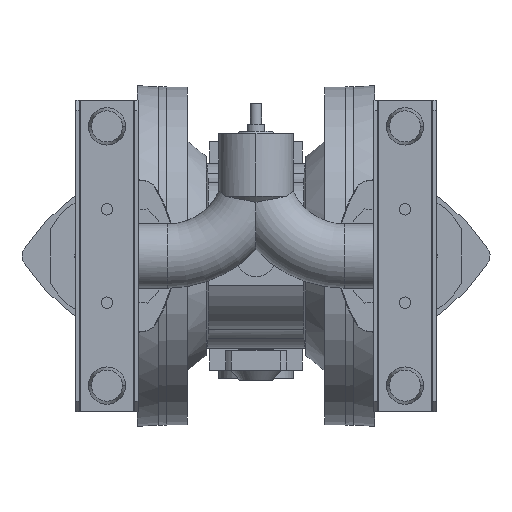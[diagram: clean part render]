
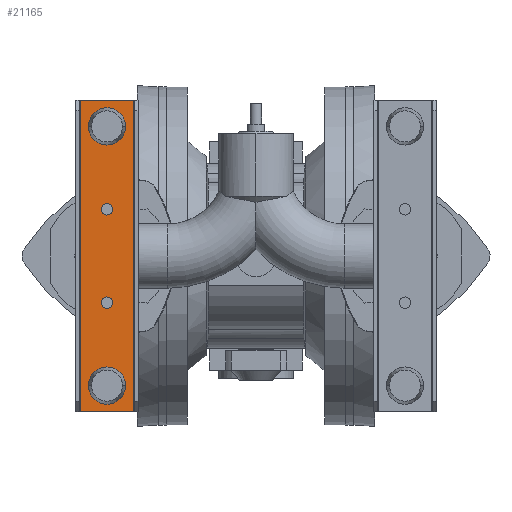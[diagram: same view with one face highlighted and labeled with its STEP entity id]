
A CAD part, front view. The second image highlights one B-rep face of the part: STEP entity #21165.
In plain terms, the highlighted planar face has unit normal (0, -1, 0).
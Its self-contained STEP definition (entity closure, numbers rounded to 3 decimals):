
#9035 = CIRCLE ( 'NONE', #9093, 18. ) ;
#9079 = DIRECTION ( 'NONE',  ( 0., 0., 1. ) ) ;
#9080 = DIRECTION ( 'NONE',  ( 0., -1., 0. ) ) ;
#9081 = CARTESIAN_POINT ( 'NONE',  ( -143.75, -356.2, 45. ) ) ;
#9082 = AXIS2_PLACEMENT_3D ( 'NONE', #9081, #9080, #9079 ) ;
#9087 = CIRCLE ( 'NONE', #9082, 5.5 ) ;
#9090 = DIRECTION ( 'NONE',  ( 0., 0., 1. ) ) ;
#9091 = DIRECTION ( 'NONE',  ( 0., -1., 0. ) ) ;
#9092 = CARTESIAN_POINT ( 'NONE',  ( -143.75, -356.2, -125. ) ) ;
#9093 = AXIS2_PLACEMENT_3D ( 'NONE', #9092, #9091, #9090 ) ;
#9127 = DIRECTION ( 'NONE',  ( 0., 0., 1. ) ) ;
#9128 = DIRECTION ( 'NONE',  ( 0., -1., 0. ) ) ;
#9129 = CARTESIAN_POINT ( 'NONE',  ( -143.75, -356.2, 125. ) ) ;
#9130 = AXIS2_PLACEMENT_3D ( 'NONE', #9129, #9128, #9127 ) ;
#9131 = CIRCLE ( 'NONE', #9130, 18. ) ;
#9162 = CARTESIAN_POINT ( 'NONE',  ( -143.75, -356.2, -45. ) ) ;
#9163 = AXIS2_PLACEMENT_3D ( 'NONE', #9162, #9231, #9230 ) ;
#9168 = CIRCLE ( 'NONE', #9163, 5.5 ) ;
#9230 = DIRECTION ( 'NONE',  ( 0., 0., 1. ) ) ;
#9231 = DIRECTION ( 'NONE',  ( 0., -1., 0. ) ) ;
#12392 = CARTESIAN_POINT ( 'NONE',  ( -161.75, -356.2, 125. ) ) ;
#12393 = DIRECTION ( 'NONE',  ( 0., 0., 1. ) ) ;
#12394 = DIRECTION ( 'NONE',  ( 0., -1., 0. ) ) ;
#12395 = AXIS2_PLACEMENT_3D ( 'NONE', #12401, #12394, #12393 ) ;
#12396 = CIRCLE ( 'NONE', #12395, 18. ) ;
#12401 = CARTESIAN_POINT ( 'NONE',  ( -143.75, -356.2, 125. ) ) ;
#12483 = CARTESIAN_POINT ( 'NONE',  ( -161.75, -356.2, -125. ) ) ;
#12484 = DIRECTION ( 'NONE',  ( 0., 0., 1. ) ) ;
#12485 = DIRECTION ( 'NONE',  ( 0., -1., 0. ) ) ;
#12486 = AXIS2_PLACEMENT_3D ( 'NONE', #12492, #12485, #12484 ) ;
#12487 = CIRCLE ( 'NONE', #12486, 18. ) ;
#12492 = CARTESIAN_POINT ( 'NONE',  ( -143.75, -356.2, -125. ) ) ;
#12511 = CARTESIAN_POINT ( 'NONE',  ( -143.75, -356.2, 39.5 ) ) ;
#12512 = CARTESIAN_POINT ( 'NONE',  ( -143.75, -356.2, 50.5 ) ) ;
#12549 = CARTESIAN_POINT ( 'NONE',  ( -125.75, -356.2, 125. ) ) ;
#12563 = CARTESIAN_POINT ( 'NONE',  ( -143.75, -356.2, -50.5 ) ) ;
#12564 = CARTESIAN_POINT ( 'NONE',  ( -143.75, -356.2, -39.5 ) ) ;
#12565 = DIRECTION ( 'NONE',  ( 0., 0., 1. ) ) ;
#12566 = DIRECTION ( 'NONE',  ( 0., -1., 0. ) ) ;
#12567 = CARTESIAN_POINT ( 'NONE',  ( -143.75, -356.2, -45. ) ) ;
#12568 = AXIS2_PLACEMENT_3D ( 'NONE', #12567, #12566, #12565 ) ;
#12569 = CIRCLE ( 'NONE', #12568, 5.5 ) ;
#12570 = CARTESIAN_POINT ( 'NONE',  ( -125.75, -356.2, -125. ) ) ;
#12659 = CARTESIAN_POINT ( 'NONE',  ( -143.75, -356.2, 45. ) ) ;
#12715 = DIRECTION ( 'NONE',  ( 0., 0., 1. ) ) ;
#12716 = DIRECTION ( 'NONE',  ( 0., -1., 0. ) ) ;
#12717 = AXIS2_PLACEMENT_3D ( 'NONE', #12659, #12716, #12715 ) ;
#12718 = CIRCLE ( 'NONE', #12717, 5.5 ) ;
#13932 = CARTESIAN_POINT ( 'NONE',  ( -169.55, -356.2, 150. ) ) ;
#13933 = CARTESIAN_POINT ( 'NONE',  ( -169.55, -356.2, -150. ) ) ;
#13934 = DIRECTION ( 'NONE',  ( 0., 0., 1. ) ) ;
#13935 = VECTOR ( 'NONE', #13934, 1000. ) ;
#13936 = CARTESIAN_POINT ( 'NONE',  ( -169.55, -356.2, 0. ) ) ;
#13941 = LINE ( 'NONE', #13936, #13935 ) ;
#14014 = CARTESIAN_POINT ( 'NONE',  ( -117.95, -356.2, 0. ) ) ;
#14015 = LINE ( 'NONE', #14014, #14160 ) ;
#14016 = CARTESIAN_POINT ( 'NONE',  ( -117.95, -356.2, 150. ) ) ;
#14031 = DIRECTION ( 'NONE',  ( 1., 0., 0. ) ) ;
#14032 = VECTOR ( 'NONE', #14031, 1000. ) ;
#14034 = CARTESIAN_POINT ( 'NONE',  ( -143.75, -356.2, 150. ) ) ;
#14037 = LINE ( 'NONE', #14034, #14032 ) ;
#14041 = DIRECTION ( 'NONE',  ( -1., 0., 0. ) ) ;
#14042 = VECTOR ( 'NONE', #14041, 1000. ) ;
#14045 = CARTESIAN_POINT ( 'NONE',  ( -143.75, -356.2, -150. ) ) ;
#14046 = LINE ( 'NONE', #14045, #14042 ) ;
#14126 = DIRECTION ( 'NONE',  ( 0., 0., 1. ) ) ;
#14128 = DIRECTION ( 'NONE',  ( 0., 1., 0. ) ) ;
#14129 = CARTESIAN_POINT ( 'NONE',  ( -169.55, -356.2, -150. ) ) ;
#14131 = AXIS2_PLACEMENT_3D ( 'NONE', #14129, #14128, #14126 ) ;
#14133 = PLANE ( 'NONE',  #14131 ) ;
#14138 = FACE_BOUND ( 'NONE', #21213, .T. ) ;
#14139 = FACE_OUTER_BOUND ( 'NONE', #21150, .T. ) ;
#14140 = FACE_BOUND ( 'NONE', #21147, .T. ) ;
#14142 = FACE_BOUND ( 'NONE', #21144, .T. ) ;
#14143 = FACE_BOUND ( 'NONE', #21166, .T. ) ;
#14157 = CARTESIAN_POINT ( 'NONE',  ( -117.95, -356.2, -150. ) ) ;
#14159 = DIRECTION ( 'NONE',  ( 0., 0., -1. ) ) ;
#14160 = VECTOR ( 'NONE', #14159, 1000. ) ;
#17224 = EDGE_CURVE ( 'NONE', #20111, #20207, #9035, .T. ) ;
#17233 = EDGE_CURVE ( 'NONE', #20148, #20147, #9087, .T. ) ;
#17319 = EDGE_CURVE ( 'NONE', #20027, #20169, #9131, .T. ) ;
#17351 = EDGE_CURVE ( 'NONE', #20215, #20213, #9168, .T. ) ;
#20024 = EDGE_CURVE ( 'NONE', #20169, #20027, #12396, .T. ) ;
#20027 = VERTEX_POINT ( 'NONE', #12392 ) ;
#20110 = EDGE_CURVE ( 'NONE', #20207, #20111, #12487, .T. ) ;
#20111 = VERTEX_POINT ( 'NONE', #12483 ) ;
#20147 = VERTEX_POINT ( 'NONE', #12512 ) ;
#20148 = VERTEX_POINT ( 'NONE', #12511 ) ;
#20169 = VERTEX_POINT ( 'NONE', #12549 ) ;
#20207 = VERTEX_POINT ( 'NONE', #12570 ) ;
#20211 = EDGE_CURVE ( 'NONE', #20213, #20215, #12569, .T. ) ;
#20213 = VERTEX_POINT ( 'NONE', #12564 ) ;
#20215 = VERTEX_POINT ( 'NONE', #12563 ) ;
#20473 = EDGE_CURVE ( 'NONE', #20147, #20148, #12718, .T. ) ;
#21083 = EDGE_CURVE ( 'NONE', #21084, #21085, #13941, .T. ) ;
#21084 = VERTEX_POINT ( 'NONE', #13933 ) ;
#21085 = VERTEX_POINT ( 'NONE', #13932 ) ;
#21144 = EDGE_LOOP ( 'NONE', ( #21145, #21146 ) ) ;
#21145 = ORIENTED_EDGE ( 'NONE', *, *, #20211, .F. ) ;
#21146 = ORIENTED_EDGE ( 'NONE', *, *, #17351, .F. ) ;
#21147 = EDGE_LOOP ( 'NONE', ( #21148, #21149 ) ) ;
#21148 = ORIENTED_EDGE ( 'NONE', *, *, #20473, .F. ) ;
#21149 = ORIENTED_EDGE ( 'NONE', *, *, #17233, .F. ) ;
#21150 = EDGE_LOOP ( 'NONE', ( #21151, #21153, #21154, #21212 ) ) ;
#21151 = ORIENTED_EDGE ( 'NONE', *, *, #21152, .F. ) ;
#21152 = EDGE_CURVE ( 'NONE', #21162, #21084, #14046, .T. ) ;
#21153 = ORIENTED_EDGE ( 'NONE', *, *, #21161, .F. ) ;
#21154 = ORIENTED_EDGE ( 'NONE', *, *, #21155, .F. ) ;
#21155 = EDGE_CURVE ( 'NONE', #21085, #21159, #14037, .T. ) ;
#21159 = VERTEX_POINT ( 'NONE', #14016 ) ;
#21161 = EDGE_CURVE ( 'NONE', #21159, #21162, #14015, .T. ) ;
#21162 = VERTEX_POINT ( 'NONE', #14157 ) ;
#21165 = ADVANCED_FACE ( 'NONE', ( #14143, #14142, #14140, #14139, #14138 ), #14133, .F. ) ;
#21166 = EDGE_LOOP ( 'NONE', ( #21167, #21168 ) ) ;
#21167 = ORIENTED_EDGE ( 'NONE', *, *, #17319, .F. ) ;
#21168 = ORIENTED_EDGE ( 'NONE', *, *, #20024, .F. ) ;
#21212 = ORIENTED_EDGE ( 'NONE', *, *, #21083, .F. ) ;
#21213 = EDGE_LOOP ( 'NONE', ( #21214, #21215 ) ) ;
#21214 = ORIENTED_EDGE ( 'NONE', *, *, #17224, .F. ) ;
#21215 = ORIENTED_EDGE ( 'NONE', *, *, #20110, .F. ) ;
